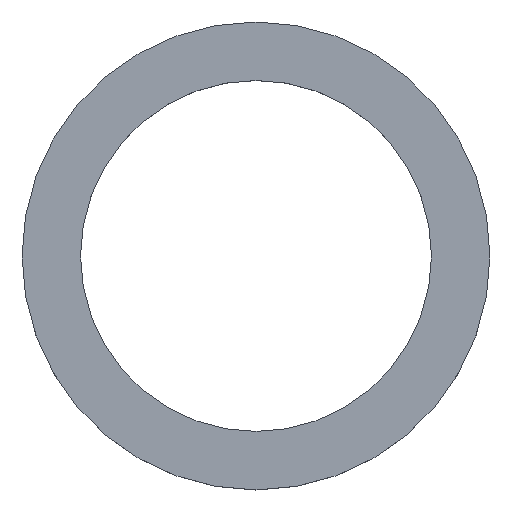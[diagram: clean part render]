
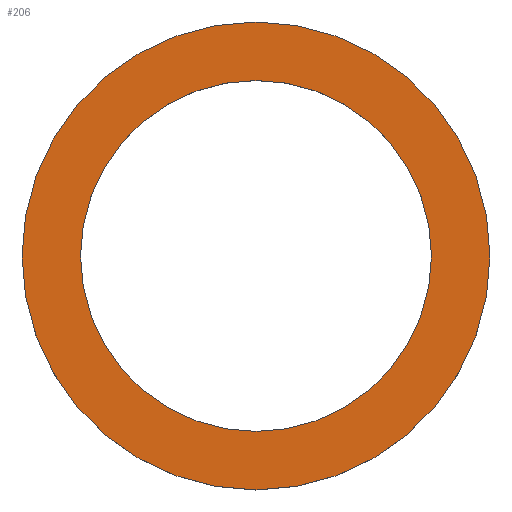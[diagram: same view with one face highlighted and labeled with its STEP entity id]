
A CAD part, top view. The second image highlights one B-rep face of the part: STEP entity #206.
In plain terms, the highlighted planar face has unit normal (0, 0, 1).
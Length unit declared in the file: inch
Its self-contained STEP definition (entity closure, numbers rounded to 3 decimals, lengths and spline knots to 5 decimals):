
#1 = CIRCLE ( 'NONE', #73, 0.375 ) ;
#2 = CIRCLE ( 'NONE', #90, 0.5 ) ;
#5 = CIRCLE ( 'NONE', #88, 0.5 ) ;
#19 = DIRECTION ( 'NONE',  ( 1., 0., 0. ) ) ;
#35 = CARTESIAN_POINT ( 'NONE',  ( 0., 0., 0.09375 ) ) ;
#48 = DIRECTION ( 'NONE',  ( 1., 0., 0. ) ) ;
#49 = DIRECTION ( 'NONE',  ( 0., 0., 1. ) ) ;
#50 = CARTESIAN_POINT ( 'NONE',  ( 0., 0., 0.09375 ) ) ;
#51 = PLANE ( 'NONE',  #85 ) ;
#65 = DIRECTION ( 'NONE',  ( 1., 0., 0. ) ) ;
#66 = DIRECTION ( 'NONE',  ( 0., 0., 1. ) ) ;
#73 = AXIS2_PLACEMENT_3D ( 'NONE', #122, #123, #19 ) ;
#85 = AXIS2_PLACEMENT_3D ( 'NONE', #50, #49, #48 ) ;
#88 = AXIS2_PLACEMENT_3D ( 'NONE', #35, #66, #65 ) ;
#90 = AXIS2_PLACEMENT_3D ( 'NONE', #107, #103, #121 ) ;
#96 = FACE_OUTER_BOUND ( 'NONE', #175, .T. ) ;
#98 = FACE_BOUND ( 'NONE', #170, .T. ) ;
#103 = DIRECTION ( 'NONE',  ( 0., 0., 1. ) ) ;
#107 = CARTESIAN_POINT ( 'NONE',  ( 0., 0., 0.09375 ) ) ;
#111 = DIRECTION ( 'NONE',  ( 1., 0., 0. ) ) ;
#112 = DIRECTION ( 'NONE',  ( 0., 0., 1. ) ) ;
#113 = CARTESIAN_POINT ( 'NONE',  ( 0., 0., 0.09375 ) ) ;
#121 = DIRECTION ( 'NONE',  ( 1., 0., 0. ) ) ;
#122 = CARTESIAN_POINT ( 'NONE',  ( 0., 0., 0.09375 ) ) ;
#123 = DIRECTION ( 'NONE',  ( 0., 0., 1. ) ) ;
#131 = CARTESIAN_POINT ( 'NONE',  ( 0.375, 0., 0.09375 ) ) ;
#134 = CARTESIAN_POINT ( 'NONE',  ( -0.375, 0., 0.09375 ) ) ;
#136 = CARTESIAN_POINT ( 'NONE',  ( -0.5, 0., 0.09375 ) ) ;
#137 = CARTESIAN_POINT ( 'NONE',  ( 0.5, 0., 0.09375 ) ) ;
#145 = VERTEX_POINT ( 'NONE', #137 ) ;
#146 = VERTEX_POINT ( 'NONE', #136 ) ;
#150 = VERTEX_POINT ( 'NONE', #134 ) ;
#151 = VERTEX_POINT ( 'NONE', #131 ) ;
#155 = ORIENTED_EDGE ( 'NONE', *, *, #197, .F. ) ;
#156 = ORIENTED_EDGE ( 'NONE', *, *, #201, .T. ) ;
#158 = ORIENTED_EDGE ( 'NONE', *, *, #193, .F. ) ;
#159 = ORIENTED_EDGE ( 'NONE', *, *, #196, .T. ) ;
#170 = EDGE_LOOP ( 'NONE', ( #158, #155 ) ) ;
#175 = EDGE_LOOP ( 'NONE', ( #159, #156 ) ) ;
#193 = EDGE_CURVE ( 'NONE', #150, #151, #209, .T. ) ;
#196 = EDGE_CURVE ( 'NONE', #146, #145, #2, .T. ) ;
#197 = EDGE_CURVE ( 'NONE', #151, #150, #1, .T. ) ;
#201 = EDGE_CURVE ( 'NONE', #145, #146, #5, .T. ) ;
#206 = ADVANCED_FACE ( 'NONE', ( #96, #98 ), #51, .T. ) ;
#209 = CIRCLE ( 'NONE', #220, 0.375 ) ;
#220 = AXIS2_PLACEMENT_3D ( 'NONE', #113, #112, #111 ) ;
